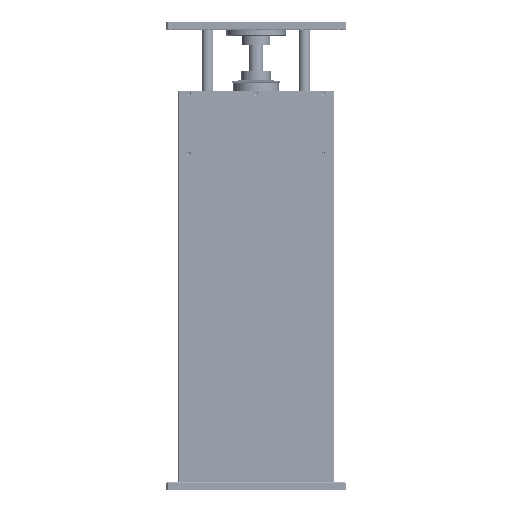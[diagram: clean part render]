
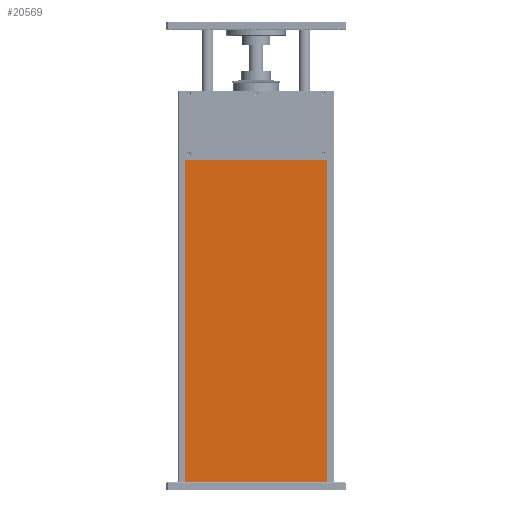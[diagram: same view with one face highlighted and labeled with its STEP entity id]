
A CAD part, top view. The second image highlights one B-rep face of the part: STEP entity #20569.
In plain terms, the highlighted face is planar.
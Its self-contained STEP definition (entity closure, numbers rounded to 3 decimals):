
#335 = VECTOR ( 'NONE', #13921, 1000. ) ;
#1949 = VERTEX_POINT ( 'NONE', #34505 ) ;
#2075 = VECTOR ( 'NONE', #22177, 1000. ) ;
#2634 = CARTESIAN_POINT ( 'NONE',  ( 95., 0., -216. ) ) ;
#3368 = ORIENTED_EDGE ( 'NONE', *, *, #39431, .F. ) ;
#3463 = EDGE_CURVE ( 'NONE', #43605, #43332, #32384, .T. ) ;
#4633 = PLANE ( 'NONE',  #39664 ) ;
#4836 = DIRECTION ( 'NONE',  ( 0., 1., 0. ) ) ;
#7797 = EDGE_CURVE ( 'NONE', #24120, #43605, #19379, .T. ) ;
#9450 = DIRECTION ( 'NONE',  ( 0., 0., 1. ) ) ;
#12828 = VECTOR ( 'NONE', #52943, 1000. ) ;
#13921 = DIRECTION ( 'NONE',  ( -1., 0., 0. ) ) ;
#18078 = VECTOR ( 'NONE', #35104, 1000. ) ;
#18884 = ORIENTED_EDGE ( 'NONE', *, *, #3463, .F. ) ;
#19379 = LINE ( 'NONE', #59043, #2075 ) ;
#20438 = ORIENTED_EDGE ( 'NONE', *, *, #23805, .F. ) ;
#20569 = ADVANCED_FACE ( 'NONE', ( #55275 ), #4633, .F. ) ;
#22177 = DIRECTION ( 'NONE',  ( 1., 0., 0. ) ) ;
#23805 = EDGE_CURVE ( 'NONE', #1949, #24120, #30409, .T. ) ;
#24120 = VERTEX_POINT ( 'NONE', #56484 ) ;
#30409 = LINE ( 'NONE', #49241, #18078 ) ;
#32384 = LINE ( 'NONE', #43643, #12828 ) ;
#32529 = CARTESIAN_POINT ( 'NONE',  ( 0., 0., 0. ) ) ;
#34505 = CARTESIAN_POINT ( 'NONE',  ( -95., 0., -216. ) ) ;
#35104 = DIRECTION ( 'NONE',  ( 0., 0., 1. ) ) ;
#37146 = EDGE_LOOP ( 'NONE', ( #18884, #37324, #20438, #3368 ) ) ;
#37324 = ORIENTED_EDGE ( 'NONE', *, *, #7797, .F. ) ;
#39374 = LINE ( 'NONE', #55559, #335 ) ;
#39431 = EDGE_CURVE ( 'NONE', #43332, #1949, #39374, .T. ) ;
#39664 = AXIS2_PLACEMENT_3D ( 'NONE', #32529, #4836, #9450 ) ;
#43332 = VERTEX_POINT ( 'NONE', #2634 ) ;
#43605 = VERTEX_POINT ( 'NONE', #45926 ) ;
#43643 = CARTESIAN_POINT ( 'NONE',  ( 95., 0., -216. ) ) ;
#45926 = CARTESIAN_POINT ( 'NONE',  ( 95., 0., 216. ) ) ;
#49241 = CARTESIAN_POINT ( 'NONE',  ( -95., 0., -216. ) ) ;
#52943 = DIRECTION ( 'NONE',  ( 0., 0., -1. ) ) ;
#55275 = FACE_OUTER_BOUND ( 'NONE', #37146, .T. ) ;
#55559 = CARTESIAN_POINT ( 'NONE',  ( -95., 0., -216. ) ) ;
#56484 = CARTESIAN_POINT ( 'NONE',  ( -95., 0., 216. ) ) ;
#59043 = CARTESIAN_POINT ( 'NONE',  ( -95., 0., 216. ) ) ;
